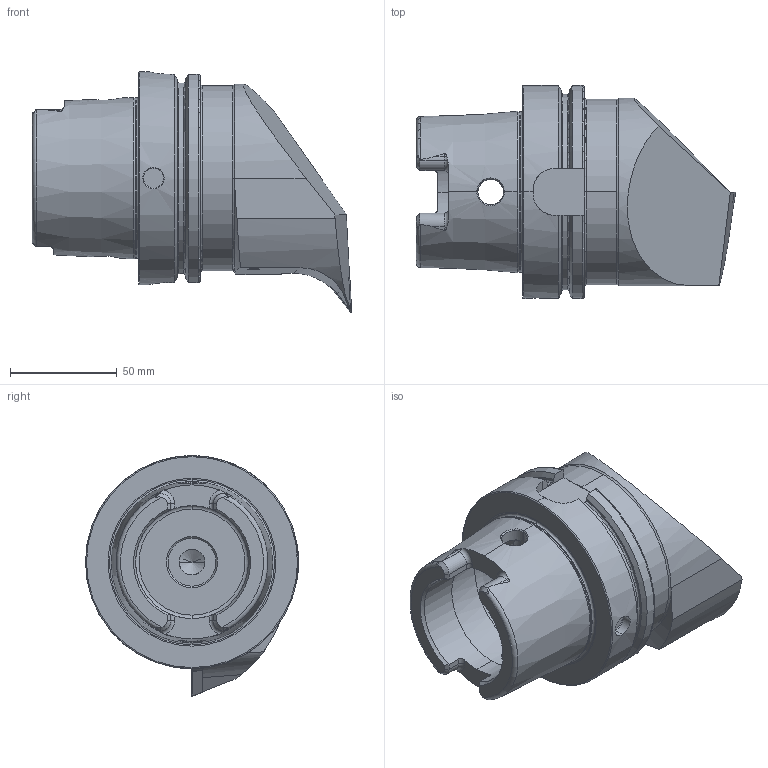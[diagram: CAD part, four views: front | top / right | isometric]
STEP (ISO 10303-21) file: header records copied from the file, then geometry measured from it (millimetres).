
FILE_DESCRIPTION (( 'STEP AP214' ), '1' );
FILE_NAME ('-KV..RUA.100-HP.STEP', '2022-05-20T07:34:43', ( '' ), ( '' ), 'SwSTEP 2.0', 'SolidWorks 2017', '' );
FILE_SCHEMA (( 'AUTOMOTIVE_DESIGN' ));
Length unit declared in the file: millimetre
Products named in the file (11): -KV..RUA.100-HP; HA0-KVB.RUA.100-HP_A_Fertigbearbeitung; ISO 8752 2x8; CHP-ER1.008.014_A; CHP-ER1.015.006_A; DIN 7991 - M5x15; DIN 3771 - 13x1; KVT_MB_600_060; WCB-ER2.001.009_A; CHP-ER1.015.006; VCMT160404
Assembly tree (10 placements, depth 3):
  -KV..RUA.100-HP
    HA0-KVB.RUA.100-HP_A_Fertigbearbeitung
    CHP-ER1.008.014_A
    CHP-ER1.015.006
      CHP-ER1.015.006_A
      DIN 3771 - 13x1
      DIN 7991 - M5x15
    WCB-ER2.001.009_A
    ISO 8752 2x8
    KVT_MB_600_060
    VCMT160404
Bounding box: 149.9 x 100 x 113 mm (x, y, z)
Volume: 540696.1 mm3; surface area: 70802.4 mm2
Topology: 10 solids, 10 shells, 453 faces, 1120 edges, 673 vertices
Faces by surface type: cylinder 129, cone 126, plane 118, torus 56, bspline 20, sphere 4
Entity records: 17478 total; most frequent: CARTESIAN_POINT 4971, ORIENTED_EDGE 2190, DIRECTION 2170, EDGE_CURVE 1095, AXIS2_PLACEMENT_3D 874, VERTEX_POINT 670, EDGE_LOOP 479, ADVANCED_FACE 453
